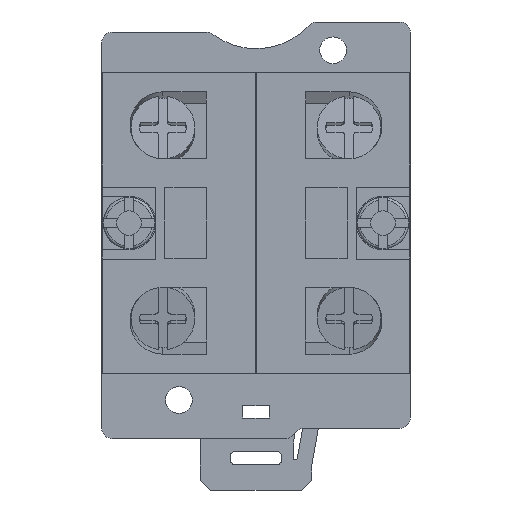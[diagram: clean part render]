
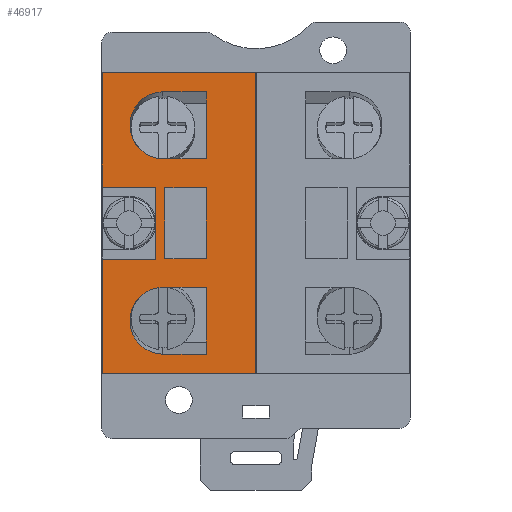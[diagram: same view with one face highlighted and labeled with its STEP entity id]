
A CAD part, front view. The second image highlights one B-rep face of the part: STEP entity #46917.
In plain terms, the highlighted planar face has unit normal (0, -1, 0).
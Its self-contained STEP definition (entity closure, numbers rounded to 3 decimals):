
#17020=DIRECTION('',(0.,0.,-1.));
#17021=VECTOR('',#17020,29.2);
#17022=CARTESIAN_POINT('',(-0.05,-30.5,14.6));
#17023=LINE('',#17022,#17021);
#17147=DIRECTION('',(0.,0.,-1.));
#17148=VECTOR('',#17147,11.1);
#17149=CARTESIAN_POINT('',(-14.95,-30.5,-3.5));
#17150=LINE('',#17149,#17148);
#17301=DIRECTION('',(0.,0.,-1.));
#17302=VECTOR('',#17301,11.1);
#17303=CARTESIAN_POINT('',(-14.95,-30.5,14.6));
#17304=LINE('',#17303,#17302);
#17632=DIRECTION('',(-1.,0.,0.));
#17633=VECTOR('',#17632,14.9);
#17634=CARTESIAN_POINT('',(-0.05,-30.5,-14.6));
#17635=LINE('',#17634,#17633);
#17695=DIRECTION('',(0.,0.,-1.));
#17696=VECTOR('',#17695,7.);
#17697=CARTESIAN_POINT('',(-9.75,-30.5,3.5));
#17698=LINE('',#17697,#17696);
#17702=DIRECTION('',(1.,0.,0.));
#17703=VECTOR('',#17702,5.2);
#17704=CARTESIAN_POINT('',(-14.95,-30.5,3.5));
#17705=LINE('',#17704,#17703);
#17709=DIRECTION('',(-1.,0.,0.));
#17710=VECTOR('',#17709,14.9);
#17711=CARTESIAN_POINT('',(-0.05,-30.5,14.6));
#17712=LINE('',#17711,#17710);
#17716=DIRECTION('',(1.,0.,0.));
#17717=VECTOR('',#17716,5.2);
#17718=CARTESIAN_POINT('',(-14.95,-30.5,-3.5));
#17719=LINE('',#17718,#17717);
#17723=DIRECTION('',(1.,0.,0.));
#17724=VECTOR('',#17723,4.);
#17725=CARTESIAN_POINT('',(-8.85,-30.5,3.45));
#17726=LINE('',#17725,#17724);
#17730=DIRECTION('',(0.,0.,1.));
#17731=VECTOR('',#17730,6.9);
#17732=CARTESIAN_POINT('',(-8.85,-30.5,-3.45));
#17733=LINE('',#17732,#17731);
#17737=DIRECTION('',(-1.,0.,0.));
#17738=VECTOR('',#17737,4.);
#17739=CARTESIAN_POINT('',(-4.85,-30.5,-3.45));
#17740=LINE('',#17739,#17738);
#17744=DIRECTION('',(0.,0.,-1.));
#17745=VECTOR('',#17744,6.9);
#17746=CARTESIAN_POINT('',(-4.85,-30.5,3.45));
#17747=LINE('',#17746,#17745);
#17751=DIRECTION('',(-1.,0.,0.));
#17752=VECTOR('',#17751,4.2);
#17753=CARTESIAN_POINT('',(-4.85,-30.5,12.749));
#17754=LINE('',#17753,#17752);
#17758=DIRECTION('',(-1.,0.,0.));
#17759=VECTOR('',#17758,4.2);
#17760=CARTESIAN_POINT('',(-4.85,-30.5,6.251));
#17761=LINE('',#17760,#17759);
#17765=DIRECTION('',(0.,0.,-1.));
#17766=VECTOR('',#17765,6.499);
#17767=CARTESIAN_POINT('',(-4.85,-30.5,12.749));
#17768=LINE('',#17767,#17766);
#17772=DIRECTION('',(-1.,0.,0.));
#17773=VECTOR('',#17772,4.2);
#17774=CARTESIAN_POINT('',(-4.85,-30.5,-6.251));
#17775=LINE('',#17774,#17773);
#17779=DIRECTION('',(-1.,0.,0.));
#17780=VECTOR('',#17779,4.2);
#17781=CARTESIAN_POINT('',(-4.85,-30.5,-12.749));
#17782=LINE('',#17781,#17780);
#17786=DIRECTION('',(0.,0.,-1.));
#17787=VECTOR('',#17786,6.499);
#17788=CARTESIAN_POINT('',(-4.85,-30.5,-6.251));
#17789=LINE('',#17788,#17787);
#18714=CARTESIAN_POINT('',(-9.05,-30.5,6.251));
#18715=CARTESIAN_POINT('',(-9.427,-30.5,6.251));
#18716=CARTESIAN_POINT('',(-10.242,-30.5,6.389));
#18717=CARTESIAN_POINT('',(-11.38,-30.5,7.134));
#18718=CARTESIAN_POINT('',(-11.991,-30.5,8.095));
#18719=CARTESIAN_POINT('',(-12.216,-30.5,8.913));
#18720=CARTESIAN_POINT('',(-12.267,-30.5,9.5));
#18721=CARTESIAN_POINT('',(-12.216,-30.5,10.087));
#18722=CARTESIAN_POINT('',(-11.991,-30.5,10.905));
#18723=CARTESIAN_POINT('',(-11.38,-30.5,11.866));
#18724=CARTESIAN_POINT('',(-10.242,-30.5,12.611));
#18725=CARTESIAN_POINT('',(-9.427,-30.5,12.749));
#18726=CARTESIAN_POINT('',(-9.05,-30.5,12.749));
#18821=CARTESIAN_POINT('',(-9.05,-30.5,-12.749));
#18822=CARTESIAN_POINT('',(-9.427,-30.5,-12.749));
#18823=CARTESIAN_POINT('',(-10.242,-30.5,-12.611));
#18824=CARTESIAN_POINT('',(-11.38,-30.5,-11.866));
#18825=CARTESIAN_POINT('',(-11.991,-30.5,-10.905));
#18826=CARTESIAN_POINT('',(-12.216,-30.5,-10.087));
#18827=CARTESIAN_POINT('',(-12.267,-30.5,-9.5));
#18828=CARTESIAN_POINT('',(-12.216,-30.5,-8.913));
#18829=CARTESIAN_POINT('',(-11.991,-30.5,-8.095));
#18830=CARTESIAN_POINT('',(-11.38,-30.5,-7.134));
#18831=CARTESIAN_POINT('',(-10.242,-30.5,-6.389));
#18832=CARTESIAN_POINT('',(-9.427,-30.5,-6.251));
#18833=CARTESIAN_POINT('',(-9.05,-30.5,-6.251));
#27404=CARTESIAN_POINT('',(-0.05,-30.5,14.6));
#27406=VERTEX_POINT('',#27404);
#27407=CARTESIAN_POINT('',(-0.05,-30.5,-14.6));
#27408=VERTEX_POINT('',#27407);
#27413=CARTESIAN_POINT('',(-14.95,-30.5,14.6));
#27414=VERTEX_POINT('',#27413);
#27415=CARTESIAN_POINT('',(-14.95,-30.5,-14.6));
#27416=VERTEX_POINT('',#27415);
#27568=CARTESIAN_POINT('',(-9.75,-30.5,3.5));
#27570=VERTEX_POINT('',#27568);
#27571=CARTESIAN_POINT('',(-9.75,-30.5,-3.5));
#27573=VERTEX_POINT('',#27571);
#27611=CARTESIAN_POINT('',(-8.85,-30.5,3.45));
#27612=VERTEX_POINT('',#27611);
#27613=CARTESIAN_POINT('',(-4.85,-30.5,3.45));
#27614=VERTEX_POINT('',#27613);
#27615=CARTESIAN_POINT('',(-4.85,-30.5,-3.45));
#27616=VERTEX_POINT('',#27615);
#27617=CARTESIAN_POINT('',(-8.85,-30.5,-3.45));
#27618=VERTEX_POINT('',#27617);
#27619=CARTESIAN_POINT('',(-4.85,-30.5,6.251));
#27621=VERTEX_POINT('',#27619);
#27624=CARTESIAN_POINT('',(-4.85,-30.5,-6.251));
#27626=VERTEX_POINT('',#27624);
#27831=CARTESIAN_POINT('',(-14.95,-30.5,3.5));
#27832=VERTEX_POINT('',#27831);
#27833=CARTESIAN_POINT('',(-14.95,-30.5,-3.5));
#27834=VERTEX_POINT('',#27833);
#27933=CARTESIAN_POINT('',(-4.85,-30.5,12.749));
#27934=VERTEX_POINT('',#27933);
#27935=CARTESIAN_POINT('',(-4.85,-30.5,-12.749));
#27936=VERTEX_POINT('',#27935);
#27938=CARTESIAN_POINT('',(-9.05,-30.5,6.251));
#27940=VERTEX_POINT('',#27938);
#27941=VERTEX_POINT('',#18726);
#27943=CARTESIAN_POINT('',(-9.05,-30.5,-6.251));
#27945=VERTEX_POINT('',#27943);
#27946=VERTEX_POINT('',#18821);
#46868=CARTESIAN_POINT('',(-0.05,-30.5,14.6));
#46869=DIRECTION('',(0.,1.,0.));
#46870=DIRECTION('',(0.,0.,-1.));
#46871=AXIS2_PLACEMENT_3D('',#46868,#46869,#46870);
#46872=PLANE('',#46871);
#46874=ORIENTED_EDGE('',*,*,#46873,.F.);
#46876=ORIENTED_EDGE('',*,*,#46875,.F.);
#46877=ORIENTED_EDGE('',*,*,#46513,.F.);
#46879=ORIENTED_EDGE('',*,*,#46878,.F.);
#46880=ORIENTED_EDGE('',*,*,#46429,.T.);
#46881=ORIENTED_EDGE('',*,*,#46811,.T.);
#46882=ORIENTED_EDGE('',*,*,#46468,.F.);
#46884=ORIENTED_EDGE('',*,*,#46883,.T.);
#46885=EDGE_LOOP('',(#46874,#46876,#46877,#46879,#46880,#46881,#46882,#46884));
#46886=FACE_OUTER_BOUND('',#46885,.F.);
#46888=ORIENTED_EDGE('',*,*,#46887,.F.);
#46890=ORIENTED_EDGE('',*,*,#46889,.F.);
#46892=ORIENTED_EDGE('',*,*,#46891,.F.);
#46894=ORIENTED_EDGE('',*,*,#46893,.F.);
#46895=EDGE_LOOP('',(#46888,#46890,#46892,#46894));
#46896=FACE_BOUND('',#46895,.F.);
#46898=ORIENTED_EDGE('',*,*,#46897,.T.);
#46900=ORIENTED_EDGE('',*,*,#46899,.F.);
#46902=ORIENTED_EDGE('',*,*,#46901,.F.);
#46904=ORIENTED_EDGE('',*,*,#46903,.F.);
#46905=EDGE_LOOP('',(#46898,#46900,#46902,#46904));
#46906=FACE_BOUND('',#46905,.F.);
#46908=ORIENTED_EDGE('',*,*,#46907,.T.);
#46910=ORIENTED_EDGE('',*,*,#46909,.F.);
#46912=ORIENTED_EDGE('',*,*,#46911,.F.);
#46914=ORIENTED_EDGE('',*,*,#46913,.F.);
#46915=EDGE_LOOP('',(#46908,#46910,#46912,#46914));
#46916=FACE_BOUND('',#46915,.F.);
#18727=B_SPLINE_CURVE_WITH_KNOTS('',3,(#18714,#18715,#18716,#18717,#18718,
#18719,#18720,#18721,#18722,#18723,#18724,#18725,#18726),.UNSPECIFIED.,.F.,.F.,(
4,1,1,1,1,1,1,1,1,1,4),(0.,0.125,0.25,0.375,0.438,0.5,0.563,
0.625,0.75,0.875,1.),.UNSPECIFIED.);
#18834=B_SPLINE_CURVE_WITH_KNOTS('',3,(#18821,#18822,#18823,#18824,#18825,
#18826,#18827,#18828,#18829,#18830,#18831,#18832,#18833),.UNSPECIFIED.,.F.,.F.,(
4,1,1,1,1,1,1,1,1,1,4),(0.,0.125,0.25,0.375,0.438,0.5,0.563,
0.625,0.75,0.875,1.),.UNSPECIFIED.);
#46429=EDGE_CURVE('',#27406,#27408,#17023,.T.);
#46468=EDGE_CURVE('',#27834,#27416,#17150,.T.);
#46513=EDGE_CURVE('',#27414,#27832,#17304,.T.);
#46811=EDGE_CURVE('',#27408,#27416,#17635,.T.);
#46873=EDGE_CURVE('',#27570,#27573,#17698,.T.);
#46875=EDGE_CURVE('',#27832,#27570,#17705,.T.);
#46878=EDGE_CURVE('',#27406,#27414,#17712,.T.);
#46883=EDGE_CURVE('',#27834,#27573,#17719,.T.);
#46887=EDGE_CURVE('',#27612,#27614,#17726,.T.);
#46889=EDGE_CURVE('',#27618,#27612,#17733,.T.);
#46891=EDGE_CURVE('',#27616,#27618,#17740,.T.);
#46893=EDGE_CURVE('',#27614,#27616,#17747,.T.);
#46897=EDGE_CURVE('',#27934,#27941,#17754,.T.);
#46899=EDGE_CURVE('',#27940,#27941,#18727,.T.);
#46901=EDGE_CURVE('',#27621,#27940,#17761,.T.);
#46903=EDGE_CURVE('',#27934,#27621,#17768,.T.);
#46907=EDGE_CURVE('',#27626,#27945,#17775,.T.);
#46909=EDGE_CURVE('',#27946,#27945,#18834,.T.);
#46911=EDGE_CURVE('',#27936,#27946,#17782,.T.);
#46913=EDGE_CURVE('',#27626,#27936,#17789,.T.);
#46917=ADVANCED_FACE('',(#46886,#46896,#46906,#46916),#46872,.F.);
